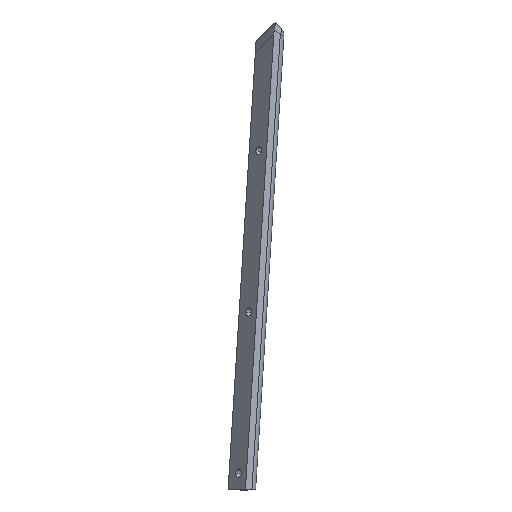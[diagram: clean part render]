
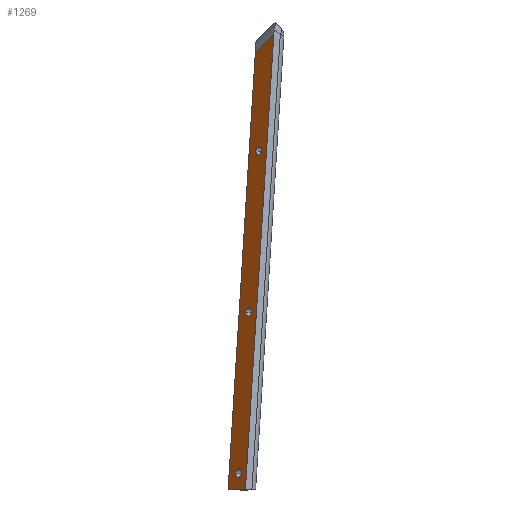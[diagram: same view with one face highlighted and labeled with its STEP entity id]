
A CAD part, left-side view. The second image highlights one B-rep face of the part: STEP entity #1269.
In plain terms, the highlighted planar face has unit normal (-0.636, 0.763, 0.116).
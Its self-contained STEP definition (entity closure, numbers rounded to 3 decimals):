
#21 = LINE ( 'NONE', #2756, #2918 ) ;
#340 = EDGE_LOOP ( 'NONE', ( #3952, #1238 ) ) ;
#379 = VERTEX_POINT ( 'NONE', #543 ) ;
#391 = CIRCLE ( 'NONE', #2836, 2.1 ) ;
#420 = ORIENTED_EDGE ( 'NONE', *, *, #2982, .T. ) ;
#441 = VECTOR ( 'NONE', #1794, 1000. ) ;
#452 = EDGE_CURVE ( 'NONE', #3954, #379, #4259, .T. ) ;
#543 = CARTESIAN_POINT ( 'NONE',  ( -69.851, 67.518, 183.073 ) ) ;
#552 = CARTESIAN_POINT ( 'NONE',  ( -74.25, 89.1, 17. ) ) ;
#603 = FACE_BOUND ( 'NONE', #340, .T. ) ;
#729 = PLANE ( 'NONE',  #1407 ) ;
#828 = EDGE_CURVE ( 'NONE', #5124, #2022, #3917, .T. ) ;
#847 = CARTESIAN_POINT ( 'NONE',  ( -78.353, 72.43, 104.168 ) ) ;
#856 = VERTEX_POINT ( 'NONE', #3869 ) ;
#933 = CARTESIAN_POINT ( 'NONE',  ( -68.238, 68.863, 183.073 ) ) ;
#966 = DIRECTION ( 'NONE',  ( -0.768, -0.64, 0. ) ) ;
#1238 = ORIENTED_EDGE ( 'NONE', *, *, #3173, .T. ) ;
#1269 = ADVANCED_FACE ( 'NONE', ( #603, #4755, #5053, #3908 ), #729, .F. ) ;
#1324 = ORIENTED_EDGE ( 'NONE', *, *, #5212, .T. ) ;
#1335 = CARTESIAN_POINT ( 'NONE',  ( -82.669, 85.003, -2.196 ) ) ;
#1407 = AXIS2_PLACEMENT_3D ( 'NONE', #3191, #3584, #2748 ) ;
#1445 = AXIS2_PLACEMENT_3D ( 'NONE', #3748, #2292, #3876 ) ;
#1446 = DIRECTION ( 'NONE',  ( 0.768, 0.64, 0. ) ) ;
#1677 = CARTESIAN_POINT ( 'NONE',  ( -85.241, 78.685, 25.262 ) ) ;
#1745 = EDGE_CURVE ( 'NONE', #4075, #4409, #391, .T. ) ;
#1794 = DIRECTION ( 'NONE',  ( 0.584, 0.574, -0.574 ) ) ;
#1869 = CARTESIAN_POINT ( 'NONE',  ( -66.625, 70.207, 183.073 ) ) ;
#1935 = ORIENTED_EDGE ( 'NONE', *, *, #828, .T. ) ;
#2022 = VERTEX_POINT ( 'NONE', #4885 ) ;
#2153 = DIRECTION ( 'NONE',  ( 0.768, 0.64, 0. ) ) ;
#2292 = DIRECTION ( 'NONE',  ( 0.636, -0.763, -0.116 ) ) ;
#2329 = CARTESIAN_POINT ( 'NONE',  ( -76.74, 73.774, 104.168 ) ) ;
#2391 = EDGE_CURVE ( 'NONE', #2022, #5124, #3510, .T. ) ;
#2502 = AXIS2_PLACEMENT_3D ( 'NONE', #4271, #3504, #1446 ) ;
#2563 = DIRECTION ( 'NONE',  ( 0.768, 0.64, 0. ) ) ;
#2634 = VECTOR ( 'NONE', #966, 1000. ) ;
#2727 = DIRECTION ( 'NONE',  ( 0.768, 0.64, 0. ) ) ;
#2740 = DIRECTION ( 'NONE',  ( 0.768, 0.64, 0. ) ) ;
#2748 = DIRECTION ( 'NONE',  ( 0.768, 0.64, 0. ) ) ;
#2756 = CARTESIAN_POINT ( 'NONE',  ( -91.014, 75.51, 14.506 ) ) ;
#2766 = EDGE_CURVE ( 'NONE', #4053, #3902, #4408, .T. ) ;
#2791 = EDGE_LOOP ( 'NONE', ( #3741, #1935 ) ) ;
#2807 = LINE ( 'NONE', #1335, #4908 ) ;
#2836 = AXIS2_PLACEMENT_3D ( 'NONE', #1677, #4894, #2153 ) ;
#2918 = VECTOR ( 'NONE', #3095, 1000. ) ;
#2957 = DIRECTION ( 'NONE',  ( 0.107, -0.062, 0.992 ) ) ;
#2982 = EDGE_CURVE ( 'NONE', #4409, #4075, #3440, .T. ) ;
#3095 = DIRECTION ( 'NONE',  ( -0.107, 0.062, -0.992 ) ) ;
#3135 = DIRECTION ( 'NONE',  ( 0.636, -0.763, -0.116 ) ) ;
#3173 = EDGE_CURVE ( 'NONE', #379, #3954, #4831, .T. ) ;
#3191 = CARTESIAN_POINT ( 'NONE',  ( -74.505, 89.406, 13.592 ) ) ;
#3207 = AXIS2_PLACEMENT_3D ( 'NONE', #933, #4540, #2563 ) ;
#3302 = ORIENTED_EDGE ( 'NONE', *, *, #5144, .F. ) ;
#3440 = CIRCLE ( 'NONE', #2502, 2.1 ) ;
#3484 = EDGE_CURVE ( 'NONE', #4053, #4560, #21, .T. ) ;
#3504 = DIRECTION ( 'NONE',  ( 0.636, -0.763, -0.116 ) ) ;
#3510 = CIRCLE ( 'NONE', #5012, 2.1 ) ;
#3584 = DIRECTION ( 'NONE',  ( 0.636, -0.763, -0.116 ) ) ;
#3621 = CARTESIAN_POINT ( 'NONE',  ( -90.745, 75.355, 17. ) ) ;
#3741 = ORIENTED_EDGE ( 'NONE', *, *, #2391, .T. ) ;
#3748 = CARTESIAN_POINT ( 'NONE',  ( -68.238, 68.863, 183.073 ) ) ;
#3869 = CARTESIAN_POINT ( 'NONE',  ( -80.601, 83.808, 17. ) ) ;
#3876 = DIRECTION ( 'NONE',  ( 0.768, 0.64, 0. ) ) ;
#3902 = VERTEX_POINT ( 'NONE', #4133 ) ;
#3908 = FACE_OUTER_BOUND ( 'NONE', #5231, .T. ) ;
#3917 = CIRCLE ( 'NONE', #4593, 2.1 ) ;
#3952 = ORIENTED_EDGE ( 'NONE', *, *, #452, .T. ) ;
#3954 = VERTEX_POINT ( 'NONE', #1869 ) ;
#3975 = CARTESIAN_POINT ( 'NONE',  ( -66.706, 61.468, 240.109 ) ) ;
#4041 = ORIENTED_EDGE ( 'NONE', *, *, #2766, .T. ) ;
#4053 = VERTEX_POINT ( 'NONE', #3975 ) ;
#4065 = EDGE_LOOP ( 'NONE', ( #420, #4949 ) ) ;
#4075 = VERTEX_POINT ( 'NONE', #5091 ) ;
#4106 = CARTESIAN_POINT ( 'NONE',  ( -83.628, 80.029, 25.262 ) ) ;
#4133 = CARTESIAN_POINT ( 'NONE',  ( -57.534, 70.482, 231.095 ) ) ;
#4259 = CIRCLE ( 'NONE', #3207, 2.1 ) ;
#4271 = CARTESIAN_POINT ( 'NONE',  ( -85.241, 78.685, 25.262 ) ) ;
#4408 = LINE ( 'NONE', #4620, #441 ) ;
#4409 = VERTEX_POINT ( 'NONE', #4106 ) ;
#4540 = DIRECTION ( 'NONE',  ( 0.636, -0.763, -0.116 ) ) ;
#4560 = VERTEX_POINT ( 'NONE', #3621 ) ;
#4593 = AXIS2_PLACEMENT_3D ( 'NONE', #2329, #4662, #2740 ) ;
#4620 = CARTESIAN_POINT ( 'NONE',  ( 15.934, 142.682, 158.895 ) ) ;
#4662 = DIRECTION ( 'NONE',  ( 0.636, -0.763, -0.116 ) ) ;
#4755 = FACE_BOUND ( 'NONE', #2791, .T. ) ;
#4831 = CIRCLE ( 'NONE', #1445, 2.1 ) ;
#4842 = LINE ( 'NONE', #552, #2634 ) ;
#4885 = CARTESIAN_POINT ( 'NONE',  ( -75.126, 75.118, 104.168 ) ) ;
#4894 = DIRECTION ( 'NONE',  ( 0.636, -0.763, -0.116 ) ) ;
#4908 = VECTOR ( 'NONE', #2957, 1000. ) ;
#4949 = ORIENTED_EDGE ( 'NONE', *, *, #1745, .T. ) ;
#5012 = AXIS2_PLACEMENT_3D ( 'NONE', #5108, #3135, #2727 ) ;
#5053 = FACE_BOUND ( 'NONE', #4065, .T. ) ;
#5091 = CARTESIAN_POINT ( 'NONE',  ( -86.854, 77.341, 25.262 ) ) ;
#5108 = CARTESIAN_POINT ( 'NONE',  ( -76.74, 73.774, 104.168 ) ) ;
#5124 = VERTEX_POINT ( 'NONE', #847 ) ;
#5144 = EDGE_CURVE ( 'NONE', #856, #3902, #2807, .T. ) ;
#5155 = ORIENTED_EDGE ( 'NONE', *, *, #3484, .F. ) ;
#5212 = EDGE_CURVE ( 'NONE', #856, #4560, #4842, .T. ) ;
#5231 = EDGE_LOOP ( 'NONE', ( #3302, #1324, #5155, #4041 ) ) ;
